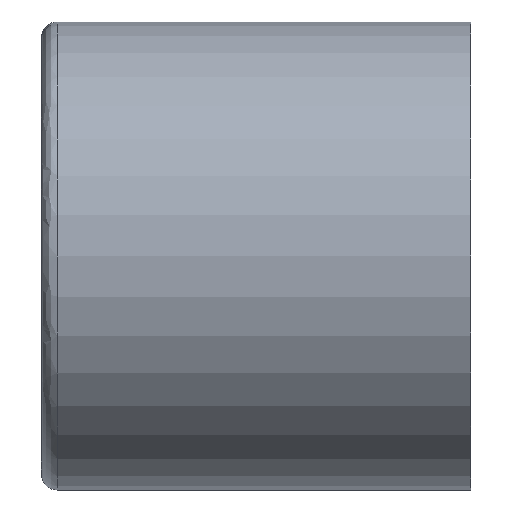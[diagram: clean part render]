
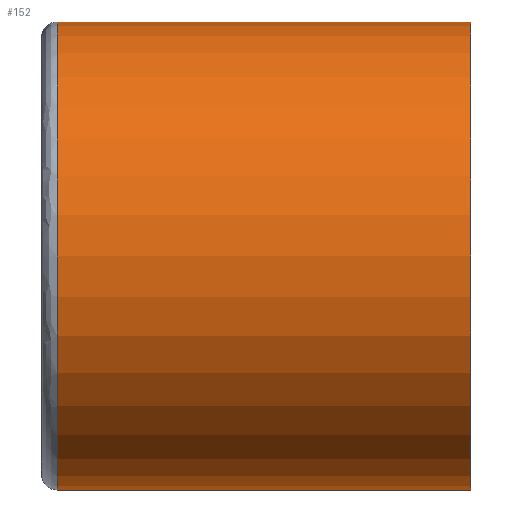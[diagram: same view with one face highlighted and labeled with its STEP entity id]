
A CAD part, left-side view. The second image highlights one B-rep face of the part: STEP entity #152.
In plain terms, the highlighted cylindrical face has radius 3 mm (diameter 6 mm), a partial arc.
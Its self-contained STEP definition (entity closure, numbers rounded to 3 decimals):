
#9 = ORIENTED_EDGE ( 'NONE', *, *, #46, .T. ) ;
#46 = EDGE_CURVE ( 'NONE', #173, #159, #368, .T. ) ;
#54 = ORIENTED_EDGE ( 'NONE', *, *, #404, .T. ) ;
#60 = CARTESIAN_POINT ( 'NONE',  ( 0., 5.3, 0. ) ) ;
#62 = DIRECTION ( 'NONE',  ( 0., 0., 1. ) ) ;
#73 = ORIENTED_EDGE ( 'NONE', *, *, #233, .T. ) ;
#78 = CARTESIAN_POINT ( 'NONE',  ( 0., 0., 0. ) ) ;
#113 = CARTESIAN_POINT ( 'NONE',  ( 0., 0., 3. ) ) ;
#114 = VECTOR ( 'NONE', #235, 1000. ) ;
#126 = VERTEX_POINT ( 'NONE', #113 ) ;
#148 = DIRECTION ( 'NONE',  ( 0., 0., 1. ) ) ;
#152 = ADVANCED_FACE ( 'NONE', ( #506 ), #419, .T. ) ;
#159 = VERTEX_POINT ( 'NONE', #456 ) ;
#161 = CARTESIAN_POINT ( 'NONE',  ( 0., 2.75, 3. ) ) ;
#173 = VERTEX_POINT ( 'NONE', #229 ) ;
#182 = DIRECTION ( 'NONE',  ( 0., -1., 0. ) ) ;
#197 = DIRECTION ( 'NONE',  ( 0., 0., 1. ) ) ;
#198 = CARTESIAN_POINT ( 'NONE',  ( 0., 0., -3. ) ) ;
#228 = CARTESIAN_POINT ( 'NONE',  ( 0., 2.75, 0. ) ) ;
#229 = CARTESIAN_POINT ( 'NONE',  ( 0., 5.3, 3. ) ) ;
#233 = EDGE_CURVE ( 'NONE', #261, #126, #392, .T. ) ;
#235 = DIRECTION ( 'NONE',  ( 0., 1., 0. ) ) ;
#261 = VERTEX_POINT ( 'NONE', #198 ) ;
#282 = EDGE_CURVE ( 'NONE', #261, #159, #492, .T. ) ;
#310 = VECTOR ( 'NONE', #479, 1000. ) ;
#318 = LINE ( 'NONE', #161, #310 ) ;
#334 = DIRECTION ( 'NONE',  ( 0., 1., 0. ) ) ;
#346 = DIRECTION ( 'NONE',  ( 0., 1., 0. ) ) ;
#354 = AXIS2_PLACEMENT_3D ( 'NONE', #60, #182, #62 ) ;
#368 = CIRCLE ( 'NONE', #354, 3. ) ;
#389 = EDGE_LOOP ( 'NONE', ( #469, #73, #54, #9 ) ) ;
#392 = CIRCLE ( 'NONE', #401, 3. ) ;
#401 = AXIS2_PLACEMENT_3D ( 'NONE', #78, #346, #197 ) ;
#404 = EDGE_CURVE ( 'NONE', #126, #173, #318, .T. ) ;
#417 = AXIS2_PLACEMENT_3D ( 'NONE', #228, #334, #148 ) ;
#419 = CYLINDRICAL_SURFACE ( 'NONE', #417, 3. ) ;
#423 = CARTESIAN_POINT ( 'NONE',  ( 0., 2.75, -3. ) ) ;
#456 = CARTESIAN_POINT ( 'NONE',  ( 0., 5.3, -3. ) ) ;
#469 = ORIENTED_EDGE ( 'NONE', *, *, #282, .F. ) ;
#479 = DIRECTION ( 'NONE',  ( 0., 1., 0. ) ) ;
#492 = LINE ( 'NONE', #423, #114 ) ;
#506 = FACE_OUTER_BOUND ( 'NONE', #389, .T. ) ;
